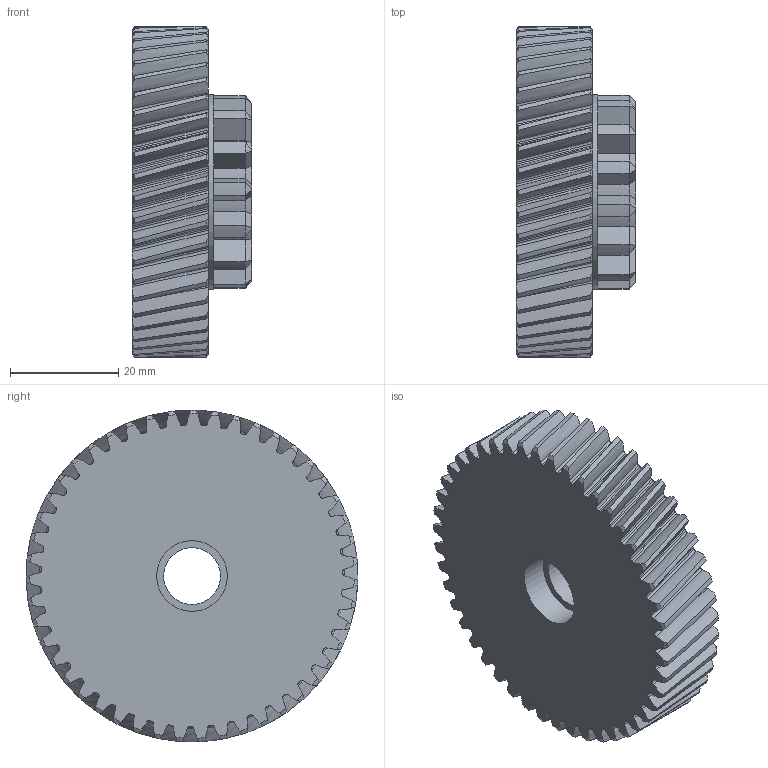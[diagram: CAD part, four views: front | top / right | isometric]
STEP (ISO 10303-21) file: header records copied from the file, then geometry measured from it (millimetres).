
FILE_DESCRIPTION(/* description */ ('STEP AP242','CAx-IF Rec.Pracs.---Representation and Presentation of Product Manufacturing Information (PMI)---4.0---2014-10-13','CAx-IF Rec.Pracs.---3D Tessellated Geometry---0.4---2014-09-14','2;1'),/* implementation_level */ '2;1');
FILE_NAME(/* name */ 'Ref_Model - Spur gear (47 teeth)',/* time_stamp */ '2025-08-11T20:51:08Z',/* author */ (''),/* organization */ (''),/* preprocessor_version */ 'ST-DEVELOPER v20',/* originating_system */ 'ONSHAPE BY PTC INC, 1.202',/* authorisation */ ' ');
FILE_SCHEMA (('AP242_MANAGED_MODEL_BASED_3D_ENGINEERING_MIM_LF { 1 0 10303 442 1 1 4 }'));
Length unit declared in the file: metre
Products named in the file (1): Spur gear (47 teeth)
Bounding box: 22 x 61.24 x 61.23 mm (x, y, z)
Volume: 41480.5 mm3; surface area: 12478.1 mm2
Topology: 1 solids, 1 shells, 498 faces, 1422 edges, 930 vertices
Faces by surface type: bspline 188, cylinder 126, cone 122, plane 62
Full cylindrical faces by diameter (mm): 10.5 x1, 13.04 x1, 13.05 x1, 36 x1
Entity records: 23701 total; most frequent: CARTESIAN_POINT 12915, ORIENTED_EDGE 2832, DIRECTION 1698, EDGE_CURVE 1416, VERTEX_POINT 928, AXIS2_PLACEMENT_3D 779, B_SPLINE_CURVE_WITH_KNOTS 526, EDGE_LOOP 508
